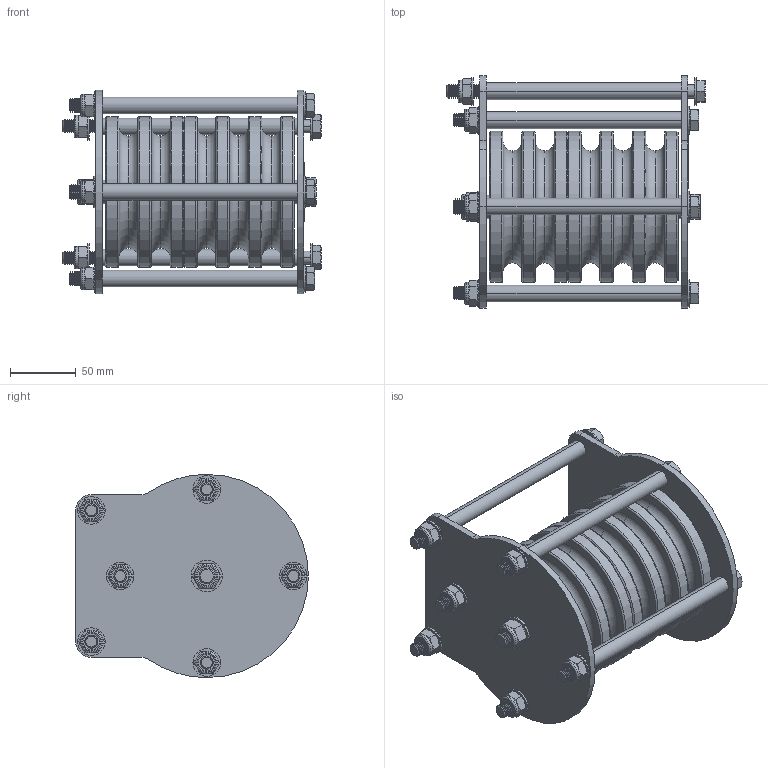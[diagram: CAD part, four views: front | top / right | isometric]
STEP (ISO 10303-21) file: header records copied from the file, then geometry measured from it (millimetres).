
FILE_DESCRIPTION (( 'STEP AP203' ), '1' );
FILE_NAME ('T42935.STEP', '2018-07-26T14:14:47', ( '' ), ( '' ), 'SwSTEP 2.0', 'SolidWorks 2016', '' );
FILE_SCHEMA (( 'CONFIG_CONTROL_DESIGN' ));
Length unit declared in the file: millimetre
Products named in the file (20): TH766; B Washer_Bright washer BS 4320 - M10 (Form B); SW3dPS-nyloc nut, st stl a2 iso_M10 NYLOC; S2610-1; S2610-4; TH776; S2610-2; S1930; Hex Bolt_ISO 4016 - M12 x 180 x 32-WS; Hex Bolt_ISO 4016 - M10 x 180 x 32-WS; SW3dPS-nyloc nut, st stl a2 iso_M12 NYLOC; T42935_LABEL; TH805; T42935; Hex Bolt_ISO 4016 - M10 x 190 x 32-WS; TH775; B Washer_Bright washer BS 4320 - M12 (Form B); S2610-5; S2610; S2610-3
Assembly tree (58 placements, depth 3):
  T42935
    TH775
    S2610  x4
      S2610-1
      S2610-2
      S2610-3
      S2610-4
      S2610-5
    S1930  x2
    TH766  x2
    TH805  x6
    TH776
    T42935_LABEL
    B Washer_Bright washer BS 4320 - M10 (Form B)  x12
    SW3dPS-nyloc nut, st stl a2 iso_M10 NYLOC  x6
    Hex Bolt_ISO 4016 - M10 x 190 x 32-WS  x2
    Hex Bolt_ISO 4016 - M10 x 180 x 32-WS  x4
    B Washer_Bright washer BS 4320 - M12 (Form B)  x2
    SW3dPS-nyloc nut, st stl a2 iso_M12 NYLOC
    Hex Bolt_ISO 4016 - M12 x 180 x 32-WS
Bounding box: 196.85 x 177.5 x 155 mm (x, y, z)
Volume: 1543013.8 mm3; surface area: 401765.7 mm2
Topology: 93 solids, 93 shells, 2688 faces, 6785 edges, 4302 vertices
Faces by surface type: plane 860, cone 784, cylinder 624, bspline 192, torus 156, sphere 72
Entity records: 60653 total; most frequent: CARTESIAN_POINT 20390, ORIENTED_EDGE 7914, DIRECTION 7407, EDGE_CURVE 3957, VERTEX_POINT 2546, AXIS2_PLACEMENT_3D 2519, VECTOR 2369, LINE 2369
